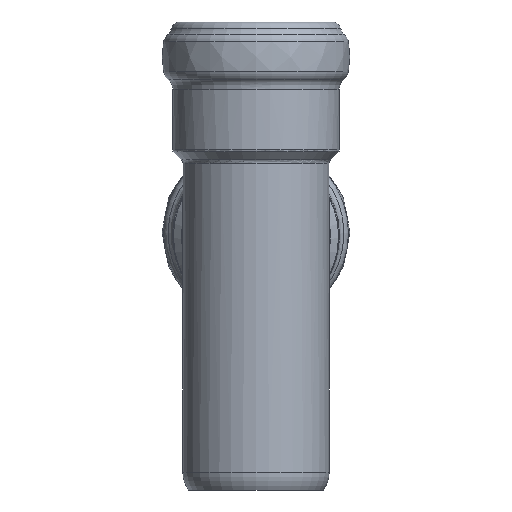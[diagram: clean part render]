
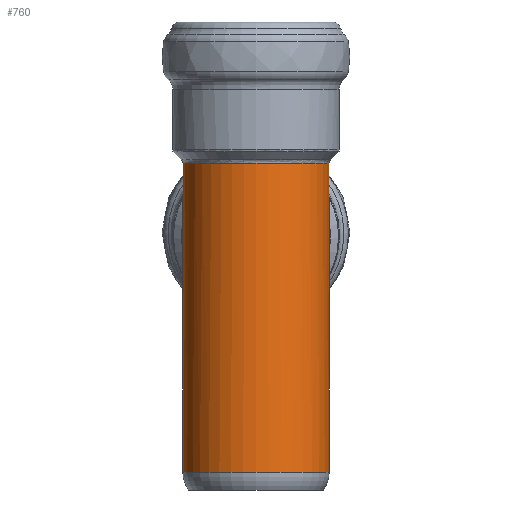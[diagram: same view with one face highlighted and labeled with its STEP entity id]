
A CAD part, left-side view. The second image highlights one B-rep face of the part: STEP entity #760.
In plain terms, the highlighted cylindrical face has radius 29 mm (diameter 58 mm), a full revolution.
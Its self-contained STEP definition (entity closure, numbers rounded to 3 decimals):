
#47=ELLIPSE('',#825,43.47,29.);
#48=ELLIPSE('',#826,43.47,29.);
#50=ELLIPSE('',#828,43.47,29.);
#52=ELLIPSE('',#833,43.47,29.);
#54=ELLIPSE('',#835,41.493,29.);
#55=ELLIPSE('',#840,40.776,29.);
#56=ELLIPSE('',#841,40.776,29.);
#57=ELLIPSE('',#842,41.253,29.);
#58=ELLIPSE('',#844,41.253,29.);
#69=CYLINDRICAL_SURFACE('',#839,29.);
#95=FACE_BOUND('',#212,.T.);
#144=FACE_OUTER_BOUND('',#211,.T.);
#211=EDGE_LOOP('',(#563,#564,#565,#566,#567,#568,#569,#570,#571,#572));
#212=EDGE_LOOP('',(#573));
#299=CIRCLE('',#830,29.);
#303=CIRCLE('',#843,29.);
#357=VERTEX_POINT('',#1237);
#359=VERTEX_POINT('',#1243);
#362=VERTEX_POINT('',#1294);
#363=VERTEX_POINT('',#1303);
#365=VERTEX_POINT('',#1323);
#366=VERTEX_POINT('',#1328);
#367=VERTEX_POINT('',#1338);
#371=VERTEX_POINT('',#1389);
#372=VERTEX_POINT('',#1391);
#377=VERTEX_POINT('',#1487);
#378=VERTEX_POINT('',#1489);
#440=EDGE_CURVE('',#359,#357,#47,.T.);
#443=EDGE_CURVE('',#362,#363,#48,.T.);
#446=EDGE_CURVE('',#365,#366,#50,.T.);
#448=EDGE_CURVE('',#367,#367,#299,.T.);
#452=EDGE_CURVE('',#371,#372,#52,.T.);
#455=EDGE_CURVE('',#363,#371,#54,.T.);
#460=EDGE_CURVE('',#377,#372,#55,.T.);
#461=EDGE_CURVE('',#362,#378,#56,.T.);
#462=EDGE_CURVE('',#378,#357,#57,.T.);
#463=EDGE_CURVE('',#366,#359,#303,.T.);
#464=EDGE_CURVE('',#365,#377,#58,.T.);
#563=ORIENTED_EDGE('',*,*,#460,.T.);
#564=ORIENTED_EDGE('',*,*,#452,.F.);
#565=ORIENTED_EDGE('',*,*,#455,.F.);
#566=ORIENTED_EDGE('',*,*,#443,.F.);
#567=ORIENTED_EDGE('',*,*,#461,.T.);
#568=ORIENTED_EDGE('',*,*,#462,.T.);
#569=ORIENTED_EDGE('',*,*,#440,.F.);
#570=ORIENTED_EDGE('',*,*,#463,.F.);
#571=ORIENTED_EDGE('',*,*,#446,.F.);
#572=ORIENTED_EDGE('',*,*,#464,.T.);
#573=ORIENTED_EDGE('',*,*,#448,.T.);
#760=ADVANCED_FACE('',(#144,#95),#69,.T.);
#825=AXIS2_PLACEMENT_3D('',#1251,#973,#974);
#826=AXIS2_PLACEMENT_3D('',#1304,#975,#976);
#828=AXIS2_PLACEMENT_3D('',#1329,#979,#980);
#830=AXIS2_PLACEMENT_3D('',#1339,#983,#984);
#833=AXIS2_PLACEMENT_3D('',#1392,#989,#990);
#835=AXIS2_PLACEMENT_3D('',#1454,#993,#994);
#839=AXIS2_PLACEMENT_3D('',#1486,#1001,#1002);
#840=AXIS2_PLACEMENT_3D('',#1488,#1003,#1004);
#841=AXIS2_PLACEMENT_3D('',#1490,#1005,#1006);
#842=AXIS2_PLACEMENT_3D('',#1491,#1007,#1008);
#843=AXIS2_PLACEMENT_3D('',#1492,#1009,#1010);
#844=AXIS2_PLACEMENT_3D('',#1493,#1011,#1012);
#973=DIRECTION('center_axis',(0.745,0.,-0.667));
#974=DIRECTION('ref_axis',(0.667,0.,0.745));
#975=DIRECTION('center_axis',(0.745,0.,-0.667));
#976=DIRECTION('ref_axis',(0.667,0.,0.745));
#979=DIRECTION('center_axis',(0.745,0.,-0.667));
#980=DIRECTION('ref_axis',(0.667,0.,0.745));
#983=DIRECTION('center_axis',(0.,0.,1.));
#984=DIRECTION('ref_axis',(-1.,0.,0.));
#989=DIRECTION('center_axis',(0.745,0.,-0.667));
#990=DIRECTION('ref_axis',(0.667,0.,0.745));
#993=DIRECTION('center_axis',(0.715,0.,0.699));
#994=DIRECTION('ref_axis',(0.699,0.,-0.715));
#1001=DIRECTION('center_axis',(0.,0.,1.));
#1002=DIRECTION('ref_axis',(-1.,0.,0.));
#1003=DIRECTION('center_axis',(-0.703,0.,-0.711));
#1004=DIRECTION('ref_axis',(-0.711,0.,0.703));
#1005=DIRECTION('center_axis',(-0.703,0.,-0.711));
#1006=DIRECTION('ref_axis',(-0.711,0.,0.703));
#1007=DIRECTION('center_axis',(-0.711,0.,0.703));
#1008=DIRECTION('ref_axis',(-0.703,0.,-0.711));
#1009=DIRECTION('center_axis',(0.,0.,1.));
#1010=DIRECTION('ref_axis',(-1.,0.,0.));
#1011=DIRECTION('center_axis',(-0.711,0.,0.703));
#1012=DIRECTION('ref_axis',(-0.703,0.,-0.711));
#1237=CARTESIAN_POINT('',(27.251,-9.92,129.43));
#1243=CARTESIAN_POINT('',(27.356,-9.625,129.548));
#1251=CARTESIAN_POINT('Origin',(0.,0.,99.));
#1294=CARTESIAN_POINT('',(26.987,-10.617,129.135));
#1303=CARTESIAN_POINT('',(0.,-29.,99.));
#1304=CARTESIAN_POINT('Origin',(0.,0.,99.));
#1323=CARTESIAN_POINT('',(27.251,9.92,129.43));
#1328=CARTESIAN_POINT('',(27.356,9.625,129.548));
#1329=CARTESIAN_POINT('Origin',(0.,0.,99.));
#1338=CARTESIAN_POINT('',(-29.,0.,7.));
#1339=CARTESIAN_POINT('Origin',(0.,0.,7.));
#1389=CARTESIAN_POINT('',(0.,29.,99.));
#1391=CARTESIAN_POINT('',(26.987,10.617,129.135));
#1392=CARTESIAN_POINT('Origin',(0.,0.,99.));
#1454=CARTESIAN_POINT('Origin',(0.,0.,99.));
#1486=CARTESIAN_POINT('Origin',(0.,0.,0.));
#1487=CARTESIAN_POINT('',(26.973,10.652,129.148));
#1488=CARTESIAN_POINT('Origin',(0.,0.,155.809));
#1489=CARTESIAN_POINT('',(26.973,-10.652,129.148));
#1490=CARTESIAN_POINT('Origin',(0.,0.,155.809));
#1491=CARTESIAN_POINT('Origin',(0.,0.,101.86));
#1492=CARTESIAN_POINT('Origin',(0.,0.,129.548));
#1493=CARTESIAN_POINT('Origin',(0.,0.,101.86));
